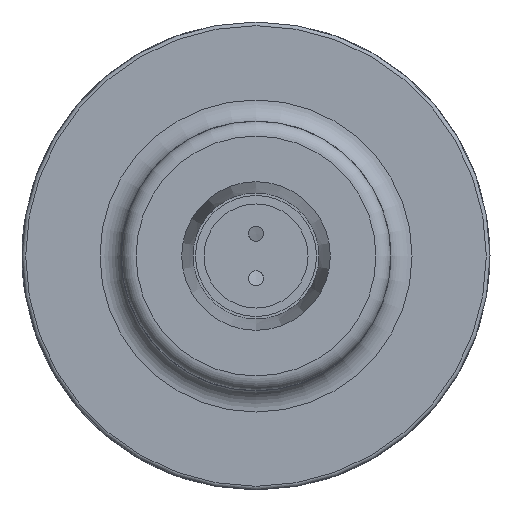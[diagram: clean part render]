
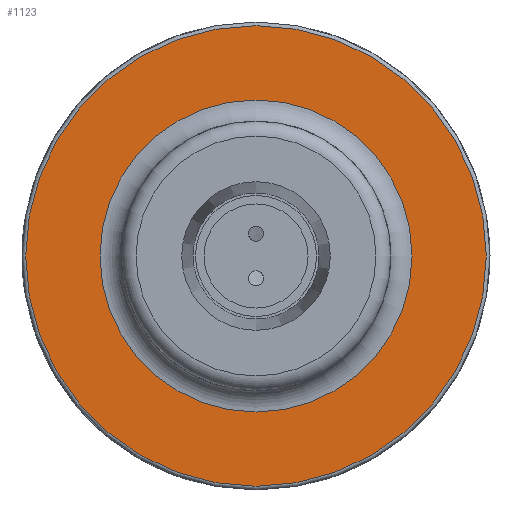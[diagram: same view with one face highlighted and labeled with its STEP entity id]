
A CAD part, left-side view. The second image highlights one B-rep face of the part: STEP entity #1123.
In plain terms, the highlighted planar face has unit normal (-1, 0, 0).
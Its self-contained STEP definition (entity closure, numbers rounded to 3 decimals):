
#604=CARTESIAN_POINT('',(-22.,0.0,21.));
#605=VERTEX_POINT('',#604);
#606=CARTESIAN_POINT('',(-22.,0.0,0.0));
#607=DIRECTION('',(-1.0,0.0,0.0));
#608=DIRECTION('',(0.0,0.0,1.0));
#609=AXIS2_PLACEMENT_3D('',#606,#607,#608);
#610=CIRCLE('',#609,21.);
#611=EDGE_CURVE('',#605,#605,#610,.T.);
#1104=CARTESIAN_POINT('',(-22.,31.5,0.0));
#1105=DIRECTION('',(-1.0,0.0,0.0));
#1106=DIRECTION('',(0.0,0.0,1.0));
#1107=AXIS2_PLACEMENT_3D('',#1104,#1105,#1106);
#1108=PLANE('',#1107);
#1109=CARTESIAN_POINT('',(-22.,31.,0.));
#1110=VERTEX_POINT('',#1109);
#1111=CARTESIAN_POINT('',(-22.,0.,0.0));
#1112=DIRECTION('',(1.0,0.0,0.0));
#1113=DIRECTION('',(0.0,-1.0,0.0));
#1114=AXIS2_PLACEMENT_3D('',#1111,#1112,#1113);
#1115=CIRCLE('',#1114,31.);
#1116=EDGE_CURVE('',#1110,#1110,#1115,.T.);
#1117=ORIENTED_EDGE('',*,*,#1116,.F.);
#1118=EDGE_LOOP('',(#1117));
#1119=FACE_OUTER_BOUND('',#1118,.T.);
#1120=ORIENTED_EDGE('',*,*,#611,.F.);
#1121=EDGE_LOOP('',(#1120));
#1122=FACE_BOUND('',#1121,.T.);
#1123=ADVANCED_FACE('',(#1119,#1122),#1108,.T.);
